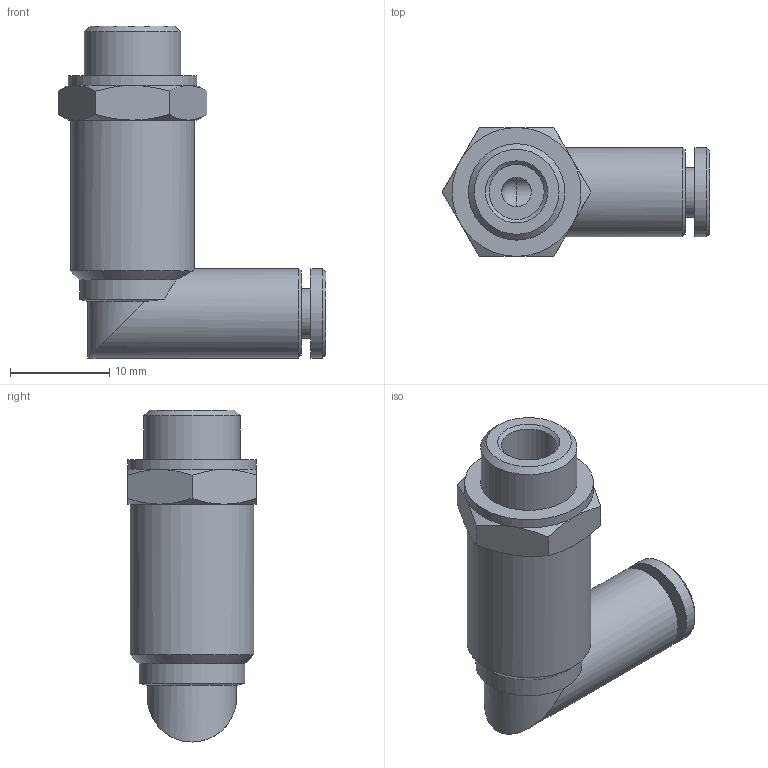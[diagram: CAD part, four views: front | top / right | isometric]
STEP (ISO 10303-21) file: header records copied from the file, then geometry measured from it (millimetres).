
FILE_DESCRIPTION(/* description */ ('STEP AP214'),/* implementation_level */ '2;1');
FILE_NAME(/* name */ '578263_NPQH-LL-G18-Q4-P10',/* time_stamp */ '2024-09-13T05:22:41+02:00',/* author */ ('License CC BY-ND 4.0'),/* organization */ ('CADENAS'),/* preprocessor_version */ 'ST-DEVELOPER v19.3',/* originating_system */ 'PARTsolutions',/* authorisation */ ' ');
FILE_SCHEMA (('AUTOMOTIVE_DESIGN {1 0 10303 214 3 1 1}'));
Length unit declared in the file: millimetre
Products named in the file (1): 578263 NPQH-LL-G18-Q4-P10
Bounding box: 27.01 x 13 x 33.5 mm (x, y, z)
Volume: 3892.4 mm3; surface area: 2447.4 mm2
Topology: 1 solids, 1 shells, 46 faces, 100 edges, 60 vertices
Faces by surface type: cone 20, plane 13, cylinder 12, sphere 1
Full cylindrical faces by diameter (mm): 3 x2, 4 x1, 5 x1, 5.559 x1, 9 x2, 9.728 x1, 12.5 x1, 13 x1
Entity records: 1171 total; most frequent: CARTESIAN_POINT 272, DIRECTION 180, ORIENTED_EDGE 154, AXIS2_PLACEMENT_3D 87, EDGE_CURVE 77, EDGE_LOOP 69, FACE_BOUND 69, VERTEX_POINT 54
